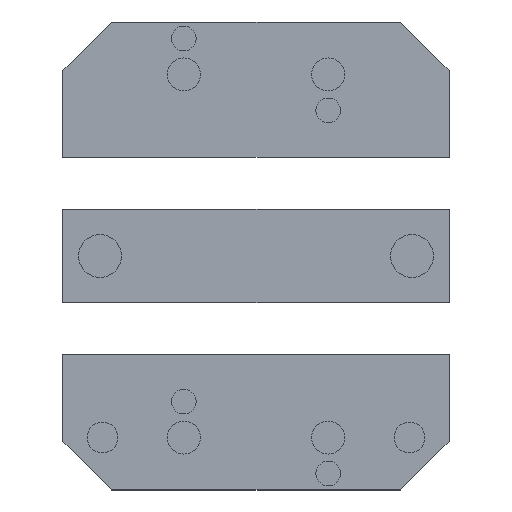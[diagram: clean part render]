
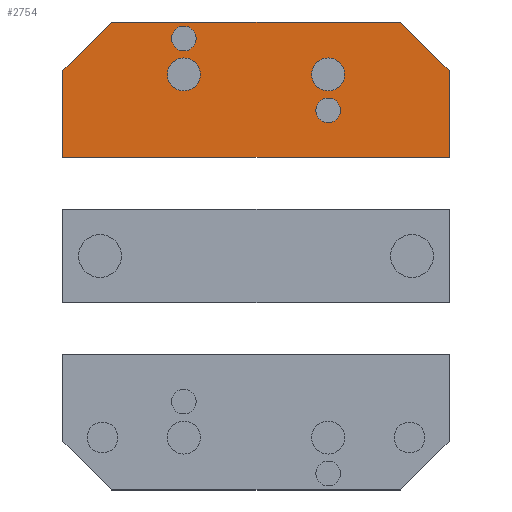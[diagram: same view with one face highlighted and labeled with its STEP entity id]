
A CAD part, front view. The second image highlights one B-rep face of the part: STEP entity #2754.
In plain terms, the highlighted planar face has unit normal (0, -1, 0).
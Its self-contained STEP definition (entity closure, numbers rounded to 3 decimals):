
#17 = VERTEX_POINT ( 'NONE', #1360 ) ;
#41 = DIRECTION ( 'NONE',  ( 1., 0., 0. ) ) ;
#70 = VERTEX_POINT ( 'NONE', #2233 ) ;
#72 = CARTESIAN_POINT ( 'NONE',  ( 0., 0., 125.73 ) ) ;
#82 = ORIENTED_EDGE ( 'NONE', *, *, #586, .F. ) ;
#183 = CARTESIAN_POINT ( 'NONE',  ( 38.688, 0., 86.365 ) ) ;
#194 = CARTESIAN_POINT ( 'NONE',  ( 44.069, 0., 109.855 ) ) ;
#203 = DIRECTION ( 'NONE',  ( 0., -1., 0. ) ) ;
#207 = ORIENTED_EDGE ( 'NONE', *, *, #3592, .F. ) ;
#303 = PLANE ( 'NONE',  #3751 ) ;
#367 = AXIS2_PLACEMENT_3D ( 'NONE', #3062, #2647, #3042 ) ;
#468 = EDGE_LOOP ( 'NONE', ( #2412, #3270, #2874, #5009, #82, #2351 ) ) ;
#533 = CARTESIAN_POINT ( 'NONE',  ( 26.988, 0., 86.365 ) ) ;
#536 = VERTEX_POINT ( 'NONE', #3853 ) ;
#573 = AXIS2_PLACEMENT_3D ( 'NONE', #3594, #4367, #2243 ) ;
#586 = EDGE_CURVE ( 'NONE', #1523, #70, #3043, .T. ) ;
#622 = VECTOR ( 'NONE', #3036, 1000. ) ;
#631 = DIRECTION ( 'NONE',  ( -0.707, 0., 0.707 ) ) ;
#783 = DIRECTION ( 'NONE',  ( 1., 0., 0. ) ) ;
#827 = CARTESIAN_POINT ( 'NONE',  ( 32.347, 0., 39.365 ) ) ;
#833 = CIRCLE ( 'NONE', #2661, 4.008 ) ;
#892 = VERTEX_POINT ( 'NONE', #3894 ) ;
#914 = VECTOR ( 'NONE', #4248, 1000. ) ;
#916 = DIRECTION ( 'NONE',  ( 1., 0., 0. ) ) ;
#977 = VECTOR ( 'NONE', #1555, 1000. ) ;
#1015 = CIRCLE ( 'NONE', #4719, 4.008 ) ;
#1044 = CARTESIAN_POINT ( 'NONE',  ( 32.347, 0., 86.365 ) ) ;
#1088 = ORIENTED_EDGE ( 'NONE', *, *, #5457, .F. ) ;
#1138 = AXIS2_PLACEMENT_3D ( 'NONE', #533, #3216, #2266 ) ;
#1246 = FACE_BOUND ( 'NONE', #2072, .T. ) ;
#1262 = CARTESIAN_POINT ( 'NONE',  ( 15.288, 0., 39.365 ) ) ;
#1273 = ORIENTED_EDGE ( 'NONE', *, *, #3844, .F. ) ;
#1360 = CARTESIAN_POINT ( 'NONE',  ( 21.628, 0., 86.365 ) ) ;
#1386 = CIRCLE ( 'NONE', #1138, 5.359 ) ;
#1458 = AXIS2_PLACEMENT_3D ( 'NONE', #5474, #4336, #3863 ) ;
#1490 = EDGE_LOOP ( 'NONE', ( #2815, #5221 ) ) ;
#1523 = VERTEX_POINT ( 'NONE', #3835 ) ;
#1555 = DIRECTION ( 'NONE',  ( 0., 0., -1. ) ) ;
#1572 = CIRCLE ( 'NONE', #573, 5.359 ) ;
#1587 = CIRCLE ( 'NONE', #367, 5.359 ) ;
#1602 = VERTEX_POINT ( 'NONE', #1746 ) ;
#1746 = CARTESIAN_POINT ( 'NONE',  ( 42.696, 0., 86.365 ) ) ;
#1754 = CARTESIAN_POINT ( 'NONE',  ( 0., 0., 0. ) ) ;
#1780 = EDGE_CURVE ( 'NONE', #2270, #3015, #1572, .T. ) ;
#1863 = CIRCLE ( 'NONE', #5236, 4.008 ) ;
#1915 = DIRECTION ( 'NONE',  ( 1., 0., 0. ) ) ;
#2072 = EDGE_LOOP ( 'NONE', ( #207, #4795 ) ) ;
#2078 = DIRECTION ( 'NONE',  ( 0., -1., 0. ) ) ;
#2169 = VERTEX_POINT ( 'NONE', #1754 ) ;
#2177 = CARTESIAN_POINT ( 'NONE',  ( 38.688, 0., 86.365 ) ) ;
#2233 = CARTESIAN_POINT ( 'NONE',  ( 28.194, 0., 125.73 ) ) ;
#2243 = DIRECTION ( 'NONE',  ( 1., 0., 0. ) ) ;
#2266 = DIRECTION ( 'NONE',  ( 1., 0., 0. ) ) ;
#2270 = VERTEX_POINT ( 'NONE', #3867 ) ;
#2289 = VERTEX_POINT ( 'NONE', #1044 ) ;
#2304 = CARTESIAN_POINT ( 'NONE',  ( 44.069, 0., 15.875 ) ) ;
#2342 = EDGE_CURVE ( 'NONE', #536, #1602, #1015, .T. ) ;
#2351 = ORIENTED_EDGE ( 'NONE', *, *, #3121, .T. ) ;
#2376 = FACE_BOUND ( 'NONE', #3202, .T. ) ;
#2412 = ORIENTED_EDGE ( 'NONE', *, *, #2426, .T. ) ;
#2426 = EDGE_CURVE ( 'NONE', #2169, #4487, #5511, .T. ) ;
#2445 = DIRECTION ( 'NONE',  ( 0., 1., 0. ) ) ;
#2449 = FACE_OUTER_BOUND ( 'NONE', #468, .T. ) ;
#2463 = EDGE_CURVE ( 'NONE', #2289, #17, #1587, .T. ) ;
#2635 = CARTESIAN_POINT ( 'NONE',  ( 28.194, 0., 0. ) ) ;
#2647 = DIRECTION ( 'NONE',  ( 0., -1., 0. ) ) ;
#2661 = AXIS2_PLACEMENT_3D ( 'NONE', #1262, #2078, #783 ) ;
#2704 = EDGE_CURVE ( 'NONE', #892, #2980, #3308, .T. ) ;
#2732 = VECTOR ( 'NONE', #3215, 1000. ) ;
#2754 = ADVANCED_FACE ( 'NONE', ( #5375, #2376, #4449, #1246, #2449 ), #303, .F. ) ;
#2815 = ORIENTED_EDGE ( 'NONE', *, *, #4268, .F. ) ;
#2870 = VERTEX_POINT ( 'NONE', #4163 ) ;
#2874 = ORIENTED_EDGE ( 'NONE', *, *, #2704, .F. ) ;
#2926 = DIRECTION ( 'NONE',  ( -1., 0., 0. ) ) ;
#2956 = CARTESIAN_POINT ( 'NONE',  ( 11.279, 0., 39.365 ) ) ;
#2980 = VERTEX_POINT ( 'NONE', #3866 ) ;
#2996 = ORIENTED_EDGE ( 'NONE', *, *, #3694, .F. ) ;
#3015 = VERTEX_POINT ( 'NONE', #827 ) ;
#3036 = DIRECTION ( 'NONE',  ( 0., 0., -1. ) ) ;
#3042 = DIRECTION ( 'NONE',  ( 1., 0., 0. ) ) ;
#3043 = LINE ( 'NONE', #4346, #4840 ) ;
#3062 = CARTESIAN_POINT ( 'NONE',  ( 26.988, 0., 86.365 ) ) ;
#3121 = EDGE_CURVE ( 'NONE', #1523, #2169, #4829, .T. ) ;
#3122 = VECTOR ( 'NONE', #631, 1000. ) ;
#3134 = EDGE_LOOP ( 'NONE', ( #1273, #1088 ) ) ;
#3192 = LINE ( 'NONE', #194, #3122 ) ;
#3202 = EDGE_LOOP ( 'NONE', ( #3745, #2996 ) ) ;
#3215 = DIRECTION ( 'NONE',  ( 0.707, 0., 0.707 ) ) ;
#3216 = DIRECTION ( 'NONE',  ( 0., -1., 0. ) ) ;
#3270 = ORIENTED_EDGE ( 'NONE', *, *, #4498, .T. ) ;
#3308 = LINE ( 'NONE', #3610, #977 ) ;
#3311 = CIRCLE ( 'NONE', #4915, 4.008 ) ;
#3485 = CARTESIAN_POINT ( 'NONE',  ( 15.288, 0., 39.365 ) ) ;
#3505 = CARTESIAN_POINT ( 'NONE',  ( 44.069, 0., 0. ) ) ;
#3592 = EDGE_CURVE ( 'NONE', #1602, #536, #1863, .T. ) ;
#3594 = CARTESIAN_POINT ( 'NONE',  ( 26.988, 0., 39.365 ) ) ;
#3610 = CARTESIAN_POINT ( 'NONE',  ( 44.069, 0., 125.73 ) ) ;
#3694 = EDGE_CURVE ( 'NONE', #17, #2289, #1386, .T. ) ;
#3745 = ORIENTED_EDGE ( 'NONE', *, *, #2463, .F. ) ;
#3751 = AXIS2_PLACEMENT_3D ( 'NONE', #5477, #2445, #2926 ) ;
#3835 = CARTESIAN_POINT ( 'NONE',  ( 0., 0., 125.73 ) ) ;
#3844 = EDGE_CURVE ( 'NONE', #2870, #3998, #833, .T. ) ;
#3853 = CARTESIAN_POINT ( 'NONE',  ( 34.679, 0., 86.365 ) ) ;
#3862 = LINE ( 'NONE', #2304, #2732 ) ;
#3863 = DIRECTION ( 'NONE',  ( 1., 0., 0. ) ) ;
#3866 = CARTESIAN_POINT ( 'NONE',  ( 44.069, 0., 15.875 ) ) ;
#3867 = CARTESIAN_POINT ( 'NONE',  ( 21.628, 0., 39.365 ) ) ;
#3894 = CARTESIAN_POINT ( 'NONE',  ( 44.069, 0., 109.855 ) ) ;
#3998 = VERTEX_POINT ( 'NONE', #2956 ) ;
#4163 = CARTESIAN_POINT ( 'NONE',  ( 19.296, 0., 39.365 ) ) ;
#4248 = DIRECTION ( 'NONE',  ( 1., 0., 0. ) ) ;
#4268 = EDGE_CURVE ( 'NONE', #3015, #2270, #4998, .T. ) ;
#4336 = DIRECTION ( 'NONE',  ( 0., -1., 0. ) ) ;
#4346 = CARTESIAN_POINT ( 'NONE',  ( 44.069, 0., 125.73 ) ) ;
#4364 = DIRECTION ( 'NONE',  ( 0., -1., 0. ) ) ;
#4367 = DIRECTION ( 'NONE',  ( 0., -1., 0. ) ) ;
#4449 = FACE_BOUND ( 'NONE', #3134, .T. ) ;
#4487 = VERTEX_POINT ( 'NONE', #2635 ) ;
#4498 = EDGE_CURVE ( 'NONE', #4487, #2980, #3862, .T. ) ;
#4719 = AXIS2_PLACEMENT_3D ( 'NONE', #183, #203, #1915 ) ;
#4721 = DIRECTION ( 'NONE',  ( 0., -1., 0. ) ) ;
#4751 = DIRECTION ( 'NONE',  ( 1., 0., 0. ) ) ;
#4795 = ORIENTED_EDGE ( 'NONE', *, *, #2342, .F. ) ;
#4829 = LINE ( 'NONE', #72, #622 ) ;
#4840 = VECTOR ( 'NONE', #916, 1000. ) ;
#4915 = AXIS2_PLACEMENT_3D ( 'NONE', #3485, #4364, #4751 ) ;
#4998 = CIRCLE ( 'NONE', #1458, 5.359 ) ;
#5009 = ORIENTED_EDGE ( 'NONE', *, *, #5173, .T. ) ;
#5173 = EDGE_CURVE ( 'NONE', #892, #70, #3192, .T. ) ;
#5221 = ORIENTED_EDGE ( 'NONE', *, *, #1780, .F. ) ;
#5236 = AXIS2_PLACEMENT_3D ( 'NONE', #2177, #4721, #41 ) ;
#5375 = FACE_BOUND ( 'NONE', #1490, .T. ) ;
#5457 = EDGE_CURVE ( 'NONE', #3998, #2870, #3311, .T. ) ;
#5474 = CARTESIAN_POINT ( 'NONE',  ( 26.988, 0., 39.365 ) ) ;
#5477 = CARTESIAN_POINT ( 'NONE',  ( 44.069, 0., 125.73 ) ) ;
#5511 = LINE ( 'NONE', #3505, #914 ) ;
